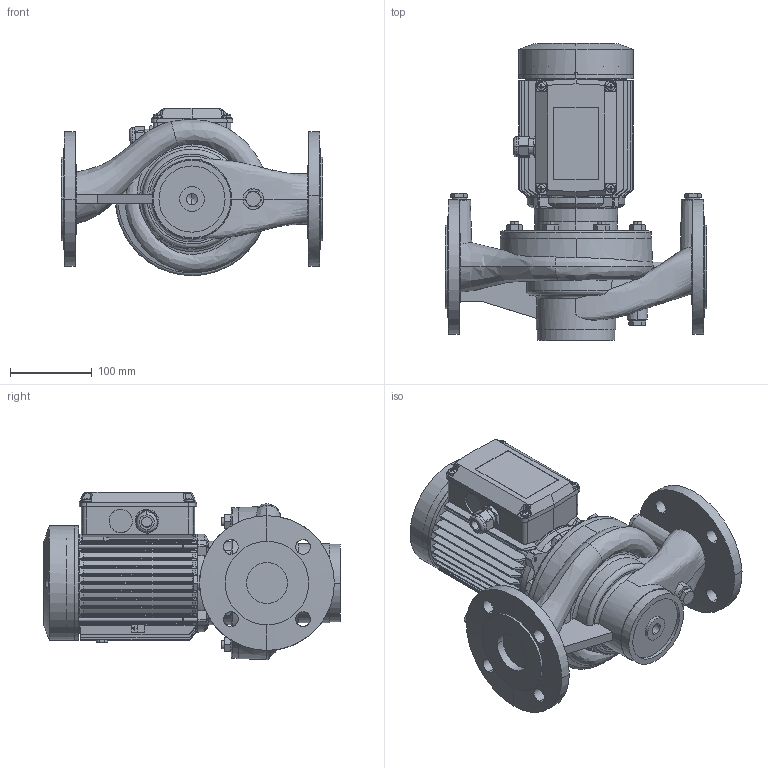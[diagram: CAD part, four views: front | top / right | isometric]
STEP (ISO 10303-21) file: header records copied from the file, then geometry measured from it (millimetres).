
FILE_DESCRIPTION (( 'STEP AP214' ), '1' );
FILE_NAME ('4_93_504_01.step', '2020-05-28T10:00:52', ( '' ), ( '' ), 'SwSTEP 2.0', 'SolidWorks 2019', '' );
FILE_SCHEMA (( 'AUTOMOTIVE_DESIGN' ));
Length unit declared in the file: millimetre
Products named in the file (5): Copia di motore^4_93_504_01; 10007670swn00_M20x1.5; 4_93_504_01; 10008926swp00; 10008019swn00_TCB+ M5x25 UNI 7687 A4
Assembly tree (8 placements, depth 2):
  4_93_504_01
    10008926swp00
    Copia di motore^4_93_504_01
    10008019swn00_TCB+ M5x25 UNI 7687 A4  x5
    10007670swn00_M20x1.5
Bounding box: 320 x 363.5 x 204.72 mm (x, y, z)
Volume: 6922334.9 mm3; surface area: 693013 mm2
Topology: 35 solids, 35 shells, 1633 faces, 4108 edges, 2645 vertices
Faces by surface type: plane 781, cone 400, cylinder 350, bspline 82, torus 10, sphere 10
Entity records: 153100 total; most frequent: CARTESIAN_POINT 117450, ORIENTED_EDGE 7652, DIRECTION 6683, EDGE_CURVE 3826, AXIS2_PLACEMENT_3D 2468, VERTEX_POINT 2461, LINE 1747, VECTOR 1747
